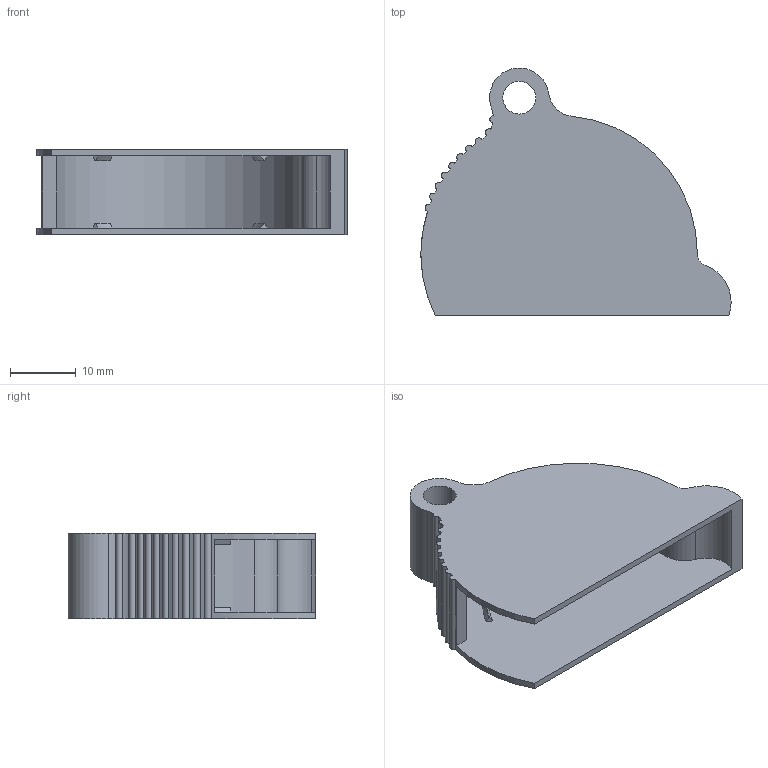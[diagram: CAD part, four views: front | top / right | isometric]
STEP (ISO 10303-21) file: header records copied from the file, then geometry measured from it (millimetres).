
FILE_DESCRIPTION(('CATIA V5 STEP Exchange'),'2;1');
FILE_NAME('Hood.stp','2020-04-29T14:22:06+00:00',('none'),('none'),'CATIA Unofficial Packaging Version SP3','CATIA V5 STEP AP203','none');
FILE_SCHEMA(('CONFIG_CONTROL_DESIGN'));
Length unit declared in the file: millimetre
Products named in the file (1): Hood
Bounding box: 47.13 x 37.61 x 13 mm (x, y, z)
Volume: 4422.2 mm3; surface area: 6549.9 mm2
Topology: 1 solids, 1 shells, 58 faces, 161 edges, 115 vertices
Faces by surface type: cylinder 32, plane 18, cone 8
Entity records: 1790 total; most frequent: CARTESIAN_POINT 319, ORIENTED_EDGE 316, DIRECTION 242, EDGE_CURVE 158, AXIS2_PLACEMENT_3D 124, VERTEX_POINT 106, CIRCLE 82, VECTOR 78
